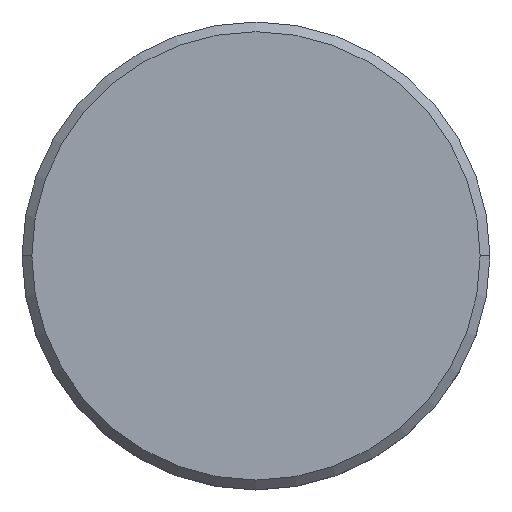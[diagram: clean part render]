
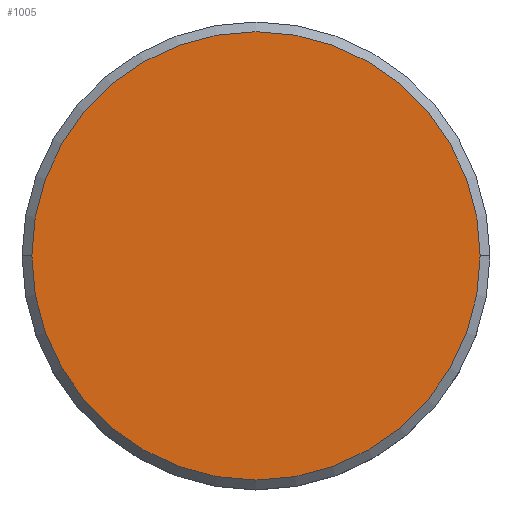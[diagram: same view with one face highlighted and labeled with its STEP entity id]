
A CAD part, top view. The second image highlights one B-rep face of the part: STEP entity #1005.
In plain terms, the highlighted planar face has unit normal (0, 0, 1).
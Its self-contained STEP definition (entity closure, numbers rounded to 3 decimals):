
#17 = CARTESIAN_POINT ( 'NONE',  ( -11.5, 0., 0. ) ) ;
#26 = ORIENTED_EDGE ( 'NONE', *, *, #474, .T. ) ;
#43 = CIRCLE ( 'NONE', #80, 11.5 ) ;
#66 = CARTESIAN_POINT ( 'NONE',  ( 0., 0., 0. ) ) ;
#80 = AXIS2_PLACEMENT_3D ( 'NONE', #1008, #1099, #642 ) ;
#238 = DIRECTION ( 'NONE',  ( 1., 0., 0. ) ) ;
#239 = DIRECTION ( 'NONE',  ( 1., 0., 0. ) ) ;
#300 = AXIS2_PLACEMENT_3D ( 'NONE', #66, #1048, #239 ) ;
#416 = FACE_OUTER_BOUND ( 'NONE', #513, .T. ) ;
#474 = EDGE_CURVE ( 'NONE', #650, #1181, #677, .T. ) ;
#513 = EDGE_LOOP ( 'NONE', ( #704, #26 ) ) ;
#596 = CARTESIAN_POINT ( 'NONE',  ( 0., 0., 0. ) ) ;
#610 = DIRECTION ( 'NONE',  ( 0., 0., 1. ) ) ;
#642 = DIRECTION ( 'NONE',  ( 1., 0., 0. ) ) ;
#650 = VERTEX_POINT ( 'NONE', #995 ) ;
#677 = CIRCLE ( 'NONE', #300, 11.5 ) ;
#704 = ORIENTED_EDGE ( 'NONE', *, *, #717, .T. ) ;
#717 = EDGE_CURVE ( 'NONE', #1181, #650, #43, .T. ) ;
#718 = AXIS2_PLACEMENT_3D ( 'NONE', #596, #610, #238 ) ;
#779 = PLANE ( 'NONE',  #718 ) ;
#995 = CARTESIAN_POINT ( 'NONE',  ( 11.5, 0., 0. ) ) ;
#1005 = ADVANCED_FACE ( 'NONE', ( #416 ), #779, .T. ) ;
#1008 = CARTESIAN_POINT ( 'NONE',  ( 0., 0., 0. ) ) ;
#1048 = DIRECTION ( 'NONE',  ( 0., 0., 1. ) ) ;
#1099 = DIRECTION ( 'NONE',  ( 0., 0., 1. ) ) ;
#1181 = VERTEX_POINT ( 'NONE', #17 ) ;
